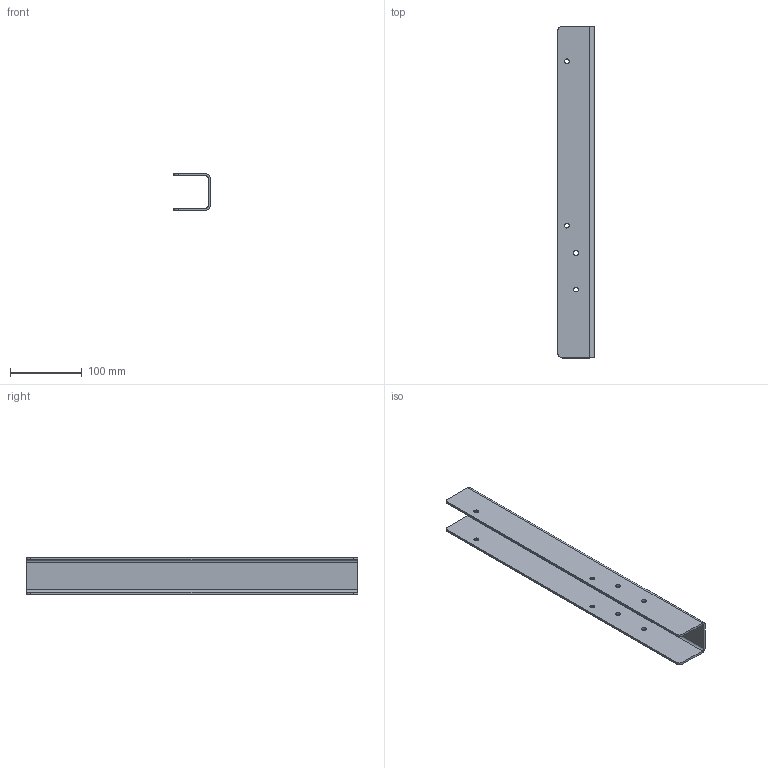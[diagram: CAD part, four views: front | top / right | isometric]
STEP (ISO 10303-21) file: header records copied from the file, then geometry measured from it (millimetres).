
FILE_DESCRIPTION(/* description */ (''),/* implementation_level */ '2;1');
FILE_NAME(/* name */ 'GE-17081-01_14.stp',/* time_stamp */ '2017-01-08T13:40:44-05:00',/* author */ ('jeff1'),/* organization */ (''),/* preprocessor_version */ 'ST-DEVELOPER v16.5',/* originating_system */ 'Autodesk Inventor 2017',/* authorisation */ '');
FILE_SCHEMA (('AUTOMOTIVE_DESIGN { 1 0 10303 214 3 1 1 }'));
Length unit declared in the file: inch
Products named in the file (1): GE-17081-01_14
Bounding box: 50.8 x 461.96 x 50.8 mm (x, y, z)
Volume: 198697.3 mm3; surface area: 134979.3 mm2
Topology: 1 solids, 1 shells, 26 faces, 72 edges, 48 vertices
Faces by surface type: cylinder 16, plane 10
Full cylindrical faces by diameter (mm): 6.731 x8
Entity records: 872 total; most frequent: DIRECTION 150, CARTESIAN_POINT 139, ORIENTED_EDGE 128, EDGE_CURVE 64, AXIS2_PLACEMENT_3D 59, EDGE_LOOP 50, VERTEX_POINT 48, CIRCLE 32
